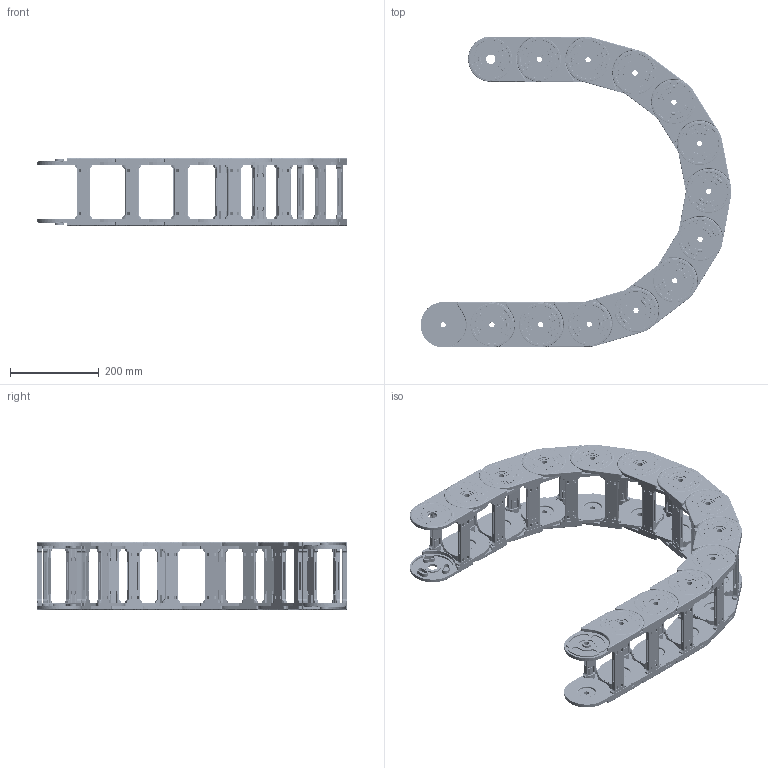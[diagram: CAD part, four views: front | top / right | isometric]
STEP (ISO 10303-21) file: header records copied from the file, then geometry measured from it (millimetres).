
FILE_DESCRIPTION (( 'STEP AP214' ), '1' );
FILE_NAME ('CK80-A120-R300.STEP', '2019-09-12T12:24:20', ( '' ), ( '' ), 'SwSTEP 2.0', 'SolidWorks 2017', '' );
FILE_SCHEMA (( 'AUTOMOTIVE_DESIGN' ));
Length unit declared in the file: millimetre
Products named in the file (2): CK80-A080; CK80-A120-R300
Assembly tree (13 placements, depth 2):
  CK80-A120-R300
    CK80-A080  x13
Bounding box: 702.12 x 702.12 x 152.66 mm (x, y, z)
Volume: 4279345.1 mm3; surface area: 2215268 mm2
Topology: 65 solids, 143 shells, 14872 faces, 38350 edges, 24596 vertices
Faces by surface type: plane 5538, cylinder 5330, bspline 2678, torus 1066, sphere 260
Entity records: 44458 total; most frequent: CARTESIAN_POINT 17948, ORIENTED_EDGE 5876, DIRECTION 5124, EDGE_CURVE 2938, VERTEX_POINT 1892, AXIS2_PLACEMENT_3D 1820, VECTOR 1484, LINE 1484
